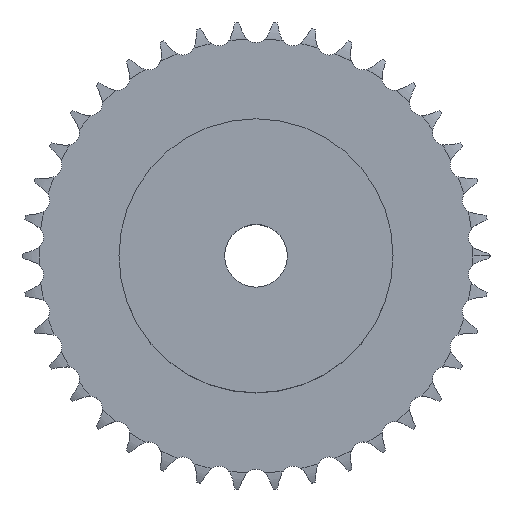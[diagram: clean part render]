
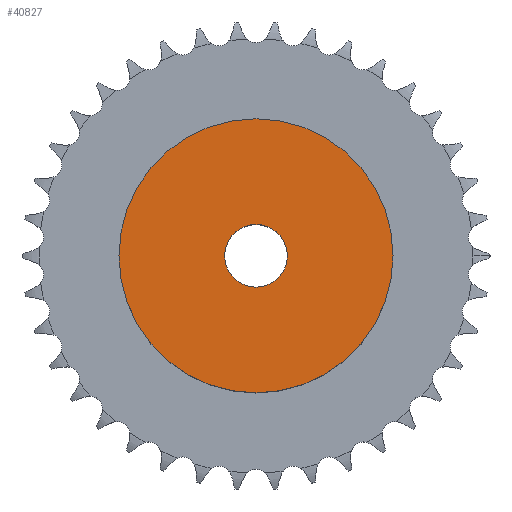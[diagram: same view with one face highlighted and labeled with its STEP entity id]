
A CAD part, top view. The second image highlights one B-rep face of the part: STEP entity #40827.
In plain terms, the highlighted planar face has unit normal (0, 0, 1).
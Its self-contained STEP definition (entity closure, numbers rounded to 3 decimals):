
#4692 = CYLINDRICAL_SURFACE('',#4693,35.);
#4693 = AXIS2_PLACEMENT_3D('',#4694,#4695,#4696);
#4694 = CARTESIAN_POINT('',(0.,0.,0.));
#4695 = DIRECTION('',(-0.,-0.,-1.));
#4696 = DIRECTION('',(1.,0.,0.));
#25714 = VERTEX_POINT('',#25715);
#25715 = CARTESIAN_POINT('',(35.,0.,30.));
#25736 = EDGE_CURVE('',#25714,#25714,#25737,.T.);
#25737 = SURFACE_CURVE('',#25738,(#25743,#25750),.PCURVE_S1.);
#25738 = CIRCLE('',#25739,35.);
#25739 = AXIS2_PLACEMENT_3D('',#25740,#25741,#25742);
#25740 = CARTESIAN_POINT('',(0.,0.,30.));
#25741 = DIRECTION('',(0.,0.,1.));
#25742 = DIRECTION('',(1.,0.,0.));
#25743 = PCURVE('',#4692,#25744);
#25744 = DEFINITIONAL_REPRESENTATION('',(#25745),#25749);
#25745 = LINE('',#25746,#25747);
#25746 = CARTESIAN_POINT('',(-0.,-30.));
#25747 = VECTOR('',#25748,1.);
#25748 = DIRECTION('',(-1.,0.));
#25749 = ( GEOMETRIC_REPRESENTATION_CONTEXT(2) 
PARAMETRIC_REPRESENTATION_CONTEXT() REPRESENTATION_CONTEXT('2D SPACE',''
  ) );
#25750 = PCURVE('',#25751,#25756);
#25751 = PLANE('',#25752);
#25752 = AXIS2_PLACEMENT_3D('',#25753,#25754,#25755);
#25753 = CARTESIAN_POINT('',(0.,0.,30.)
  );
#25754 = DIRECTION('',(0.,0.,1.));
#25755 = DIRECTION('',(1.,0.,0.));
#25756 = DEFINITIONAL_REPRESENTATION('',(#25757),#25761);
#25757 = CIRCLE('',#25758,35.);
#25758 = AXIS2_PLACEMENT_2D('',#25759,#25760);
#25759 = CARTESIAN_POINT('',(0.,0.));
#25760 = DIRECTION('',(1.,0.));
#25761 = ( GEOMETRIC_REPRESENTATION_CONTEXT(2) 
PARAMETRIC_REPRESENTATION_CONTEXT() REPRESENTATION_CONTEXT('2D SPACE',''
  ) );
#34536 = CYLINDRICAL_SURFACE('',#34537,8.);
#34537 = AXIS2_PLACEMENT_3D('',#34538,#34539,#34540);
#34538 = CARTESIAN_POINT('',(0.,0.,181.128));
#34539 = DIRECTION('',(0.,0.,1.));
#34540 = DIRECTION('',(1.,0.,0.));
#40827 = ADVANCED_FACE('',(#40828,#40831),#25751,.T.);
#40828 = FACE_BOUND('',#40829,.T.);
#40829 = EDGE_LOOP('',(#40830));
#40830 = ORIENTED_EDGE('',*,*,#25736,.T.);
#40831 = FACE_BOUND('',#40832,.T.);
#40832 = EDGE_LOOP('',(#40833));
#40833 = ORIENTED_EDGE('',*,*,#40834,.F.);
#40834 = EDGE_CURVE('',#40835,#40835,#40837,.T.);
#40835 = VERTEX_POINT('',#40836);
#40836 = CARTESIAN_POINT('',(8.,0.,30.));
#40837 = SURFACE_CURVE('',#40838,(#40843,#40850),.PCURVE_S1.);
#40838 = CIRCLE('',#40839,8.);
#40839 = AXIS2_PLACEMENT_3D('',#40840,#40841,#40842);
#40840 = CARTESIAN_POINT('',(0.,0.,30.));
#40841 = DIRECTION('',(0.,0.,1.));
#40842 = DIRECTION('',(1.,0.,0.));
#40843 = PCURVE('',#25751,#40844);
#40844 = DEFINITIONAL_REPRESENTATION('',(#40845),#40849);
#40845 = CIRCLE('',#40846,8.);
#40846 = AXIS2_PLACEMENT_2D('',#40847,#40848);
#40847 = CARTESIAN_POINT('',(0.,0.));
#40848 = DIRECTION('',(1.,0.));
#40849 = ( GEOMETRIC_REPRESENTATION_CONTEXT(2) 
PARAMETRIC_REPRESENTATION_CONTEXT() REPRESENTATION_CONTEXT('2D SPACE',''
  ) );
#40850 = PCURVE('',#34536,#40851);
#40851 = DEFINITIONAL_REPRESENTATION('',(#40852),#40856);
#40852 = LINE('',#40853,#40854);
#40853 = CARTESIAN_POINT('',(0.,-151.128));
#40854 = VECTOR('',#40855,1.);
#40855 = DIRECTION('',(1.,0.));
#40856 = ( GEOMETRIC_REPRESENTATION_CONTEXT(2) 
PARAMETRIC_REPRESENTATION_CONTEXT() REPRESENTATION_CONTEXT('2D SPACE',''
  ) );
